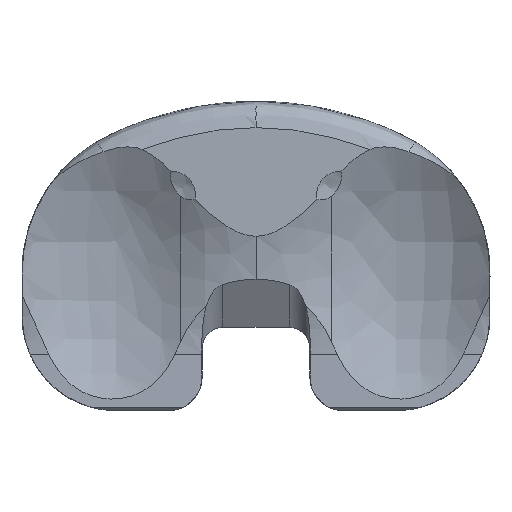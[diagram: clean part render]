
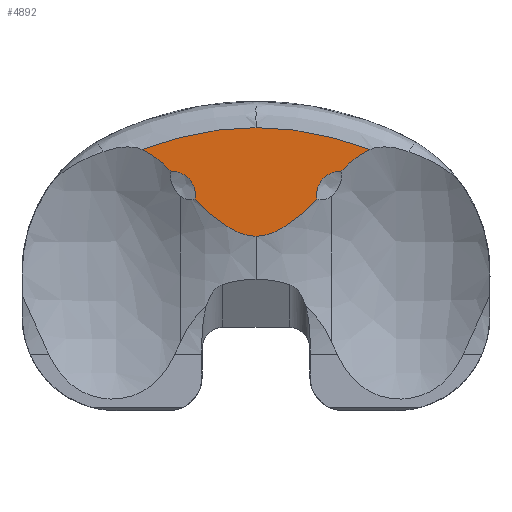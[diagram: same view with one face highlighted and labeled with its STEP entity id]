
A CAD part, top view. The second image highlights one B-rep face of the part: STEP entity #4892.
In plain terms, the highlighted planar face has unit normal (0, 0, 1).
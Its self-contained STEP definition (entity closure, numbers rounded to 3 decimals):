
#773=CARTESIAN_POINT('',(12.89,17.907,14.35));
#843=CARTESIAN_POINT('',(0.,8.071,14.35));
#852=CARTESIAN_POINT('',(9.254,13.691,14.35));
#927=CARTESIAN_POINT('',(-9.254,13.691,14.35));
#1201=CARTESIAN_POINT('',(-12.89,17.907,14.35));
#1267=CARTESIAN_POINT('',(0.,8.071,14.35));
#1268=CARTESIAN_POINT('',(0.379,8.071,14.35));
#1269=CARTESIAN_POINT('',(1.149,8.143,14.35));
#1270=CARTESIAN_POINT('',(2.375,8.5,14.35));
#1271=CARTESIAN_POINT('',(3.566,9.062,14.35));
#1272=CARTESIAN_POINT('',(4.739,9.784,14.35));
#1273=CARTESIAN_POINT('',(5.886,10.623,14.35));
#1274=CARTESIAN_POINT('',(7.014,11.552,14.35));
#1275=CARTESIAN_POINT('',(8.133,12.564,14.35));
#1276=CARTESIAN_POINT('',(8.882,13.304,14.35));
#1277=CARTESIAN_POINT('',(9.254,13.691,14.35));
#1279=CARTESIAN_POINT('',(0.,8.071,14.35));
#1280=CARTESIAN_POINT('',(-0.379,8.071,14.35));
#1281=CARTESIAN_POINT('',(-1.149,8.143,14.35));
#1282=CARTESIAN_POINT('',(-2.375,8.5,14.35));
#1283=CARTESIAN_POINT('',(-3.566,9.062,14.35));
#1284=CARTESIAN_POINT('',(-4.739,9.784,14.35));
#1285=CARTESIAN_POINT('',(-5.886,10.623,14.35));
#1286=CARTESIAN_POINT('',(-7.014,11.552,14.35));
#1287=CARTESIAN_POINT('',(-8.133,12.564,14.35));
#1288=CARTESIAN_POINT('',(-8.882,13.304,14.35));
#1289=CARTESIAN_POINT('',(-9.254,13.691,14.35));
#1291=CARTESIAN_POINT('',(-9.254,13.691,14.35));
#1292=CARTESIAN_POINT('',(-9.205,13.911,14.35));
#1293=CARTESIAN_POINT('',(-9.16,14.358,14.35));
#1294=CARTESIAN_POINT('',(-9.242,15.058,14.35));
#1295=CARTESIAN_POINT('',(-9.46,15.734,14.35));
#1296=CARTESIAN_POINT('',(-9.815,16.376,14.35));
#1297=CARTESIAN_POINT('',(-10.294,16.935,14.35));
#1298=CARTESIAN_POINT('',(-10.882,17.389,14.35));
#1299=CARTESIAN_POINT('',(-11.535,17.714,14.35));
#1300=CARTESIAN_POINT('',(-12.213,17.898,14.35));
#1301=CARTESIAN_POINT('',(-12.663,17.923,14.35));
#1302=CARTESIAN_POINT('',(-12.89,17.907,14.35));
#1304=CARTESIAN_POINT('',(-12.89,17.907,14.35));
#1305=CARTESIAN_POINT('',(-13.143,18.179,14.35));
#1306=CARTESIAN_POINT('',(-13.663,18.708,14.35));
#1307=CARTESIAN_POINT('',(-14.489,19.449,14.35));
#1308=CARTESIAN_POINT('',(-15.366,20.126,14.35));
#1309=CARTESIAN_POINT('',(-16.299,20.73,14.35));
#1310=CARTESIAN_POINT('',(-16.955,21.075,14.35));
#1311=CARTESIAN_POINT('',(-17.292,21.232,14.35));
#1313=CARTESIAN_POINT('',(12.89,17.907,14.35));
#1314=CARTESIAN_POINT('',(13.143,18.179,14.35));
#1315=CARTESIAN_POINT('',(13.663,18.708,14.35));
#1316=CARTESIAN_POINT('',(14.489,19.449,14.35));
#1317=CARTESIAN_POINT('',(15.366,20.126,14.35));
#1318=CARTESIAN_POINT('',(16.299,20.73,14.35));
#1319=CARTESIAN_POINT('',(16.955,21.075,14.35));
#1320=CARTESIAN_POINT('',(17.292,21.232,14.35));
#1322=CARTESIAN_POINT('',(9.254,13.691,14.35));
#1323=CARTESIAN_POINT('',(9.205,13.911,14.35));
#1324=CARTESIAN_POINT('',(9.16,14.358,14.35));
#1325=CARTESIAN_POINT('',(9.242,15.058,14.35));
#1326=CARTESIAN_POINT('',(9.46,15.734,14.35));
#1327=CARTESIAN_POINT('',(9.815,16.376,14.35));
#1328=CARTESIAN_POINT('',(10.294,16.935,14.35));
#1329=CARTESIAN_POINT('',(10.882,17.389,14.35));
#1330=CARTESIAN_POINT('',(11.535,17.714,14.35));
#1331=CARTESIAN_POINT('',(12.213,17.898,14.35));
#1332=CARTESIAN_POINT('',(12.663,17.923,14.35));
#1333=CARTESIAN_POINT('',(12.89,17.907,14.35));
#1335=CARTESIAN_POINT('',(0.,24.55,14.35));
#1336=CARTESIAN_POINT('',(-0.51,24.55,14.35));
#1337=CARTESIAN_POINT('',(-1.606,24.534,14.35));
#1338=CARTESIAN_POINT('',(-3.505,24.433,14.35));
#1339=CARTESIAN_POINT('',(-5.58,24.227,14.35));
#1340=CARTESIAN_POINT('',(-7.772,23.906,14.35));
#1341=CARTESIAN_POINT('',(-10.022,23.459,14.35));
#1342=CARTESIAN_POINT('',(-12.164,22.925,14.35));
#1343=CARTESIAN_POINT('',(-14.053,22.37,14.35));
#1344=CARTESIAN_POINT('',(-15.703,21.823,14.35));
#1345=CARTESIAN_POINT('',(-16.774,21.431,14.35));
#1346=CARTESIAN_POINT('',(-17.292,21.232,14.35));
#1357=CARTESIAN_POINT('',(-17.292,21.232,14.35));
#1386=CARTESIAN_POINT('',(0.,24.55,14.35));
#1434=CARTESIAN_POINT('',(17.292,21.232,14.35));
#1436=CARTESIAN_POINT('',(0.,24.55,14.35));
#1437=CARTESIAN_POINT('',(0.51,24.55,14.35));
#1438=CARTESIAN_POINT('',(1.606,24.534,14.35));
#1439=CARTESIAN_POINT('',(3.505,24.433,14.35));
#1440=CARTESIAN_POINT('',(5.58,24.227,14.35));
#1441=CARTESIAN_POINT('',(7.772,23.906,14.35));
#1442=CARTESIAN_POINT('',(10.022,23.459,14.35));
#1443=CARTESIAN_POINT('',(12.164,22.925,14.35));
#1444=CARTESIAN_POINT('',(14.053,22.37,14.35));
#1445=CARTESIAN_POINT('',(15.703,21.823,14.35));
#1446=CARTESIAN_POINT('',(16.774,21.431,14.35));
#1447=CARTESIAN_POINT('',(17.292,21.232,14.35));
#2231=VERTEX_POINT('',#1434);
#2349=VERTEX_POINT('',#1357);
#2438=VERTEX_POINT('',#843);
#2445=VERTEX_POINT('',#1386);
#2452=VERTEX_POINT('',#773);
#2454=VERTEX_POINT('',#852);
#2464=VERTEX_POINT('',#1201);
#2466=VERTEX_POINT('',#927);
#4875=CARTESIAN_POINT('',(0.,39.83,14.35));
#4876=DIRECTION('',(0.,0.,-1.));
#4877=DIRECTION('',(0.,-1.,0.));
#4878=AXIS2_PLACEMENT_3D('',#4875,#4876,#4877);
#4879=PLANE('',#4878);
#4880=ORIENTED_EDGE('',*,*,#4316,.F.);
#4881=ORIENTED_EDGE('',*,*,#4381,.T.);
#4882=ORIENTED_EDGE('',*,*,#4869,.T.);
#4883=ORIENTED_EDGE('',*,*,#4826,.T.);
#4885=ORIENTED_EDGE('',*,*,#4884,.F.);
#4887=ORIENTED_EDGE('',*,*,#4886,.T.);
#4888=ORIENTED_EDGE('',*,*,#4211,.F.);
#4889=ORIENTED_EDGE('',*,*,#4268,.F.);
#4890=EDGE_LOOP('',(#4880,#4881,#4882,#4883,#4885,#4887,#4888,#4889));
#4891=FACE_OUTER_BOUND('',#4890,.F.);
#4892=ADVANCED_FACE('',(#4891),#4879,.F.);
#1278=B_SPLINE_CURVE_WITH_KNOTS('',3,(#1267,#1268,#1269,#1270,#1271,#1272,#1273,
#1274,#1275,#1276,#1277),.UNSPECIFIED.,.F.,.F.,(4,1,1,1,1,1,1,1,4),(0.,
0.125,0.25,0.375,0.5,0.625,0.75,0.875,1.),.UNSPECIFIED.);
#1290=B_SPLINE_CURVE_WITH_KNOTS('',3,(#1279,#1280,#1281,#1282,#1283,#1284,#1285,
#1286,#1287,#1288,#1289),.UNSPECIFIED.,.F.,.F.,(4,1,1,1,1,1,1,1,4),(0.,
0.125,0.25,0.375,0.5,0.625,0.75,0.875,1.),.UNSPECIFIED.);
#1303=B_SPLINE_CURVE_WITH_KNOTS('',3,(#1291,#1292,#1293,#1294,#1295,#1296,#1297,
#1298,#1299,#1300,#1301,#1302),.UNSPECIFIED.,.F.,.F.,(4,1,1,1,1,1,1,1,1,4),
(0.,0.111,0.222,0.333,0.444,
0.556,0.667,0.778,0.889,1.),
.UNSPECIFIED.);
#1312=B_SPLINE_CURVE_WITH_KNOTS('',3,(#1304,#1305,#1306,#1307,#1308,#1309,#1310,
#1311),.UNSPECIFIED.,.F.,.F.,(4,1,1,1,1,4),(0.,0.2,0.4,0.6,0.8,1.),
.UNSPECIFIED.);
#1321=B_SPLINE_CURVE_WITH_KNOTS('',3,(#1313,#1314,#1315,#1316,#1317,#1318,#1319,
#1320),.UNSPECIFIED.,.F.,.F.,(4,1,1,1,1,4),(0.,0.2,0.4,0.6,0.8,1.),
.UNSPECIFIED.);
#1334=B_SPLINE_CURVE_WITH_KNOTS('',3,(#1322,#1323,#1324,#1325,#1326,#1327,#1328,
#1329,#1330,#1331,#1332,#1333),.UNSPECIFIED.,.F.,.F.,(4,1,1,1,1,1,1,1,1,4),
(0.,0.111,0.222,0.333,0.444,
0.556,0.667,0.778,0.889,1.),
.UNSPECIFIED.);
#1347=B_SPLINE_CURVE_WITH_KNOTS('',3,(#1335,#1336,#1337,#1338,#1339,#1340,#1341,
#1342,#1343,#1344,#1345,#1346),.UNSPECIFIED.,.F.,.F.,(4,1,1,1,1,1,1,1,1,4),
(0.,0.111,0.222,0.333,0.444,
0.556,0.667,0.778,0.889,1.),
.UNSPECIFIED.);
#1448=B_SPLINE_CURVE_WITH_KNOTS('',3,(#1436,#1437,#1438,#1439,#1440,#1441,#1442,
#1443,#1444,#1445,#1446,#1447),.UNSPECIFIED.,.F.,.F.,(4,1,1,1,1,1,1,1,1,4),
(0.,0.111,0.222,0.333,0.444,
0.556,0.667,0.778,0.889,1.),
.UNSPECIFIED.);
#4211=EDGE_CURVE('',#2452,#2231,#1321,.T.);
#4268=EDGE_CURVE('',#2454,#2452,#1334,.T.);
#4316=EDGE_CURVE('',#2438,#2454,#1278,.T.);
#4381=EDGE_CURVE('',#2438,#2466,#1290,.T.);
#4826=EDGE_CURVE('',#2464,#2349,#1312,.T.);
#4869=EDGE_CURVE('',#2466,#2464,#1303,.T.);
#4884=EDGE_CURVE('',#2445,#2349,#1347,.T.);
#4886=EDGE_CURVE('',#2445,#2231,#1448,.T.);
